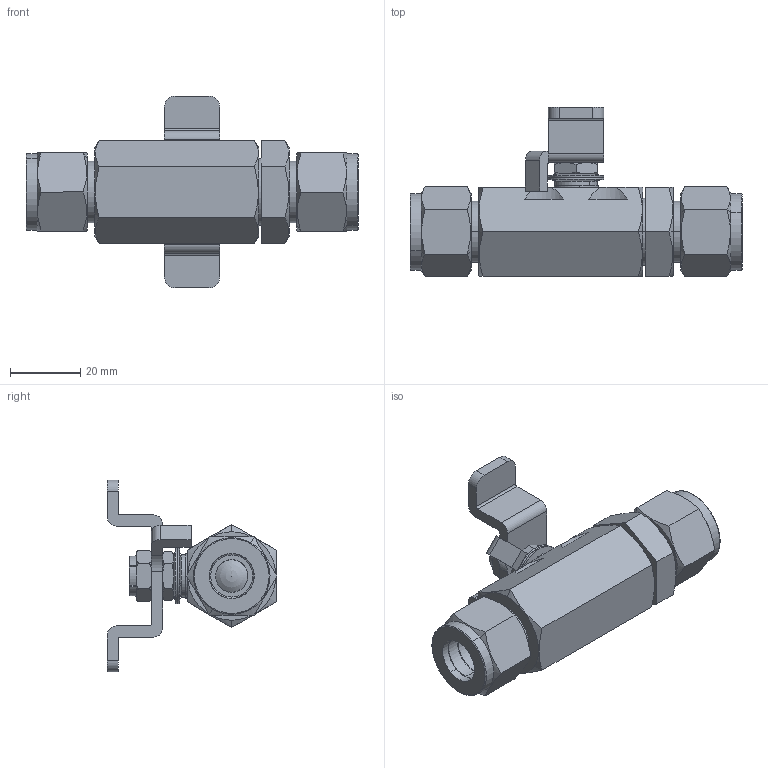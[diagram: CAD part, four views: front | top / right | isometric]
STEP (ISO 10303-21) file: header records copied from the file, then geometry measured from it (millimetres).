
FILE_DESCRIPTION (( 'STEP AP203' ), '1' );
FILE_NAME ('8204XXC8W.step', '2018-03-12T14:56:14', ( '' ), ( '' ), 'SwSTEP 2.0', 'SolidWorks 2017', '' );
FILE_SCHEMA (( 'CONFIG_CONTROL_DESIGN' ));
Length unit declared in the file: inch
Products named in the file (1): 8204XXC8W
Bounding box: 94.45 x 48.26 x 54.61 mm (x, y, z)
Volume: 41942 mm3; surface area: 30246.3 mm2
Topology: 20 solids, 20 shells, 591 faces, 1491 edges, 954 vertices
Faces by surface type: cylinder 231, plane 148, cone 108, bspline 67, torus 35, sphere 2
Entity records: 47960 total; most frequent: CARTESIAN_POINT 34837, ORIENTED_EDGE 2970, DIRECTION 2457, EDGE_CURVE 1485, AXIS2_PLACEMENT_3D 967, VERTEX_POINT 950, EDGE_LOOP 649, ADVANCED_FACE 591
